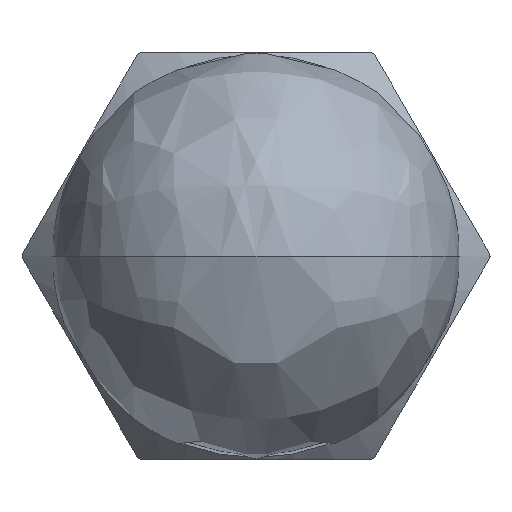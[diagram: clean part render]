
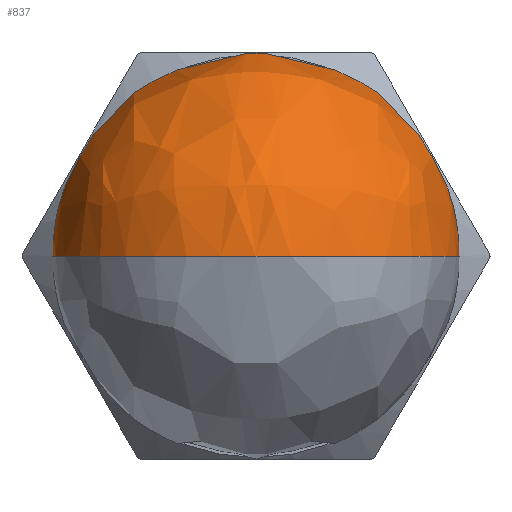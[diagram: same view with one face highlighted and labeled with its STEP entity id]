
A CAD part, left-side view. The second image highlights one B-rep face of the part: STEP entity #837.
In plain terms, the highlighted free-form (B-spline) face has degree [3, 3] with [4, 7] control points.
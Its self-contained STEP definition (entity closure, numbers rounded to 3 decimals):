
#34 = CARTESIAN_POINT ( 'NONE',  ( -9.5, 5., 0. ) ) ;
#115 = AXIS2_PLACEMENT_3D ( 'NONE', #781, #780, #206 ) ;
#206 = DIRECTION ( 'NONE',  ( 0., 1., 0. ) ) ;
#279 = AXIS2_PLACEMENT_3D ( 'NONE', #465, #464, #463 ) ;
#292 = CARTESIAN_POINT ( 'NONE',  ( -6.5, -4., 0. ) ) ;
#312 = CIRCLE ( 'NONE', #115, 5. ) ;
#347 = DIRECTION ( 'NONE',  ( 0., 0., 1. ) ) ;
#360 = DIRECTION ( 'NONE',  ( 1., 0., 0. ) ) ;
#361 = CARTESIAN_POINT ( 'NONE',  ( -6.5, 0., 0. ) ) ;
#379 = CIRCLE ( 'NONE', #279, 5. ) ;
#390 = AXIS2_PLACEMENT_3D ( 'NONE', #395, #394, #392 ) ;
#392 = DIRECTION ( 'NONE',  ( 0., 1., 0. ) ) ;
#394 = DIRECTION ( 'NONE',  ( 0., 0., 1. ) ) ;
#395 = CARTESIAN_POINT ( 'NONE',  ( -9.5, 0., 0. ) ) ;
#398 = CARTESIAN_POINT ( 'NONE',  ( -9.5, -5., 0. ) ) ;
#463 = DIRECTION ( 'NONE',  ( 0., 1., 0. ) ) ;
#464 = DIRECTION ( 'NONE',  ( 0., 0., -1. ) ) ;
#465 = CARTESIAN_POINT ( 'NONE',  ( -9.5, 0., 0. ) ) ;
#466 = EDGE_CURVE ( 'NONE', #816, #1239, #1341, .T. ) ;
#589 = CARTESIAN_POINT ( 'NONE',  ( -9.5, -5., 0. ) ) ;
#590 = CARTESIAN_POINT ( 'NONE',  ( -9.5, -5., 0. ) ) ;
#592 = CARTESIAN_POINT ( 'NONE',  ( -9.5, -5., 0. ) ) ;
#596 = CARTESIAN_POINT ( 'NONE',  ( -9.5, -5., 0. ) ) ;
#598 = CARTESIAN_POINT ( 'NONE',  ( -9.5, -5., 0. ) ) ;
#599 = CARTESIAN_POINT ( 'NONE',  ( -9.5, -5., 0. ) ) ;
#600 = CARTESIAN_POINT ( 'NONE',  ( -9.5, -5., 0. ) ) ;
#601 = CARTESIAN_POINT ( 'NONE',  ( 0.498, -5., -0.188 ) ) ;
#602 = CARTESIAN_POINT ( 'NONE',  ( 0.609, -5., 5.712 ) ) ;
#603 = CARTESIAN_POINT ( 'NONE',  ( -3.504, -5., 9.944 ) ) ;
#604 = CARTESIAN_POINT ( 'NONE',  ( -9.406, -5., 10. ) ) ;
#605 = CARTESIAN_POINT ( 'NONE',  ( -15.307, -5., 10.055 ) ) ;
#606 = CARTESIAN_POINT ( 'NONE',  ( -19.5, -5., 5.902 ) ) ;
#607 = CARTESIAN_POINT ( 'NONE',  ( -19.5, -5., 0. ) ) ;
#609 = CARTESIAN_POINT ( 'NONE',  ( 0.498, 5., -0.188 ) ) ;
#610 = CARTESIAN_POINT ( 'NONE',  ( 0.609, 5., 5.712 ) ) ;
#611 = CARTESIAN_POINT ( 'NONE',  ( -3.504, 5., 9.944 ) ) ;
#613 = CARTESIAN_POINT ( 'NONE',  ( -9.406, 5., 10. ) ) ;
#616 = CARTESIAN_POINT ( 'NONE',  ( -15.307, 5., 10.055 ) ) ;
#617 = CARTESIAN_POINT ( 'NONE',  ( -19.5, 5., 5.902 ) ) ;
#618 = CARTESIAN_POINT ( 'NONE',  ( -19.5, 5., 0. ) ) ;
#619 = CARTESIAN_POINT ( 'NONE',  ( -9.5, 5., 0. ) ) ;
#620 = CARTESIAN_POINT ( 'NONE',  ( -9.5, 5., 0. ) ) ;
#621 = CARTESIAN_POINT ( 'NONE',  ( -9.5, 5., 0. ) ) ;
#622 = CARTESIAN_POINT ( 'NONE',  ( -9.5, 5., 0. ) ) ;
#623 = CARTESIAN_POINT ( 'NONE',  ( -9.5, 5., 0. ) ) ;
#624 = CARTESIAN_POINT ( 'NONE',  ( -9.5, 5., 0. ) ) ;
#626 = VERTEX_POINT ( 'NONE', #638 ) ;
#634 = CARTESIAN_POINT ( 'NONE',  ( -9.5, 5., 0. ) ) ;
#638 = CARTESIAN_POINT ( 'NONE',  ( -6.5, 4., 0. ) ) ;
#653 = EDGE_CURVE ( 'NONE', #626, #816, #1377, .T. ) ;
#741 = CARTESIAN_POINT ( 'NONE',  ( -6.5, 0., 4. ) ) ;
#780 = DIRECTION ( 'NONE',  ( 0., 0., -1. ) ) ;
#781 = CARTESIAN_POINT ( 'NONE',  ( -9.5, 0., 0. ) ) ;
#803 = EDGE_CURVE ( 'NONE', #1350, #626, #312, .T. ) ;
#816 = VERTEX_POINT ( 'NONE', #741 ) ;
#837 = ADVANCED_FACE ( 'NONE', ( #914 ), #1356, .T. ) ;
#843 = DIRECTION ( 'NONE',  ( 0., 0., 1. ) ) ;
#845 = DIRECTION ( 'NONE',  ( 1., 0., 0. ) ) ;
#846 = CARTESIAN_POINT ( 'NONE',  ( -6.5, 0., 0. ) ) ;
#863 = AXIS2_PLACEMENT_3D ( 'NONE', #361, #360, #347 ) ;
#914 = FACE_OUTER_BOUND ( 'NONE', #1185, .T. ) ;
#924 = AXIS2_PLACEMENT_3D ( 'NONE', #846, #845, #843 ) ;
#1019 = EDGE_CURVE ( 'NONE', #1239, #1129, #379, .T. ) ;
#1022 = CIRCLE ( 'NONE', #390, 5. ) ;
#1024 = ORIENTED_EDGE ( 'NONE', *, *, #466, .F. ) ;
#1037 = ORIENTED_EDGE ( 'NONE', *, *, #653, .F. ) ;
#1116 = EDGE_CURVE ( 'NONE', #1350, #1129, #1022, .T. ) ;
#1129 = VERTEX_POINT ( 'NONE', #398 ) ;
#1142 = ORIENTED_EDGE ( 'NONE', *, *, #1019, .F. ) ;
#1160 = ORIENTED_EDGE ( 'NONE', *, *, #1116, .T. ) ;
#1185 = EDGE_LOOP ( 'NONE', ( #1206, #1160, #1142, #1024, #1037 ) ) ;
#1206 = ORIENTED_EDGE ( 'NONE', *, *, #803, .F. ) ;
#1239 = VERTEX_POINT ( 'NONE', #292 ) ;
#1341 = CIRCLE ( 'NONE', #924, 4. ) ;
#1350 = VERTEX_POINT ( 'NONE', #34 ) ;
#1356 =( BOUNDED_SURFACE ( )  B_SPLINE_SURFACE ( 3, 3, ( 
 ( #624, #634, #623, #622, #621, #620, #619 ),
 ( #618, #617, #616, #613, #611, #610, #609 ),
 ( #607, #606, #605, #604, #603, #602, #601 ),
 ( #600, #599, #598, #596, #592, #590, #589 ) ),
 .UNSPECIFIED., .F., .F., .T. ) 
 B_SPLINE_SURFACE_WITH_KNOTS ( ( 4, 4 ),
 ( 4, 3, 4 ),
 ( 0., 1. ),
 ( 0., 0.5, 1. ),
 .UNSPECIFIED. ) 
 GEOMETRIC_REPRESENTATION_ITEM ( )  RATIONAL_B_SPLINE_SURFACE ( (
 ( 1., 0.803, 0.803, 1., 0.803, 0.803, 1.),
 ( 0.333, 0.268, 0.268, 0.333, 0.268, 0.268, 0.333),
 ( 0.333, 0.268, 0.268, 0.333, 0.268, 0.268, 0.333),
 ( 1., 0.803, 0.803, 1., 0.803, 0.803, 1.) ) ) 
 REPRESENTATION_ITEM ( '' )  SURFACE ( )  );
#1377 = CIRCLE ( 'NONE', #863, 4. ) ;
